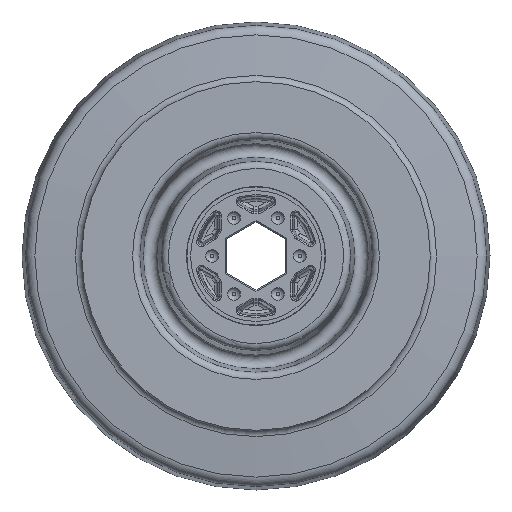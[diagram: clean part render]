
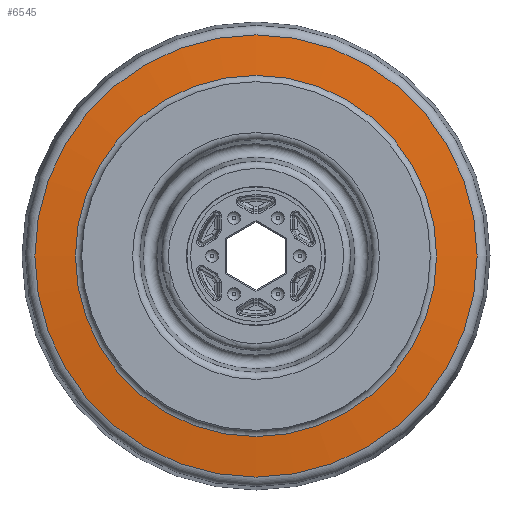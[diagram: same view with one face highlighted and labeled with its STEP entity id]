
A CAD part, left-side view. The second image highlights one B-rep face of the part: STEP entity #6545.
In plain terms, the highlighted conical face has half-angle 84 degrees and reference radius 47.998 mm.
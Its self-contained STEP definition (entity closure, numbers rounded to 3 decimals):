
#284=LINE('',#10023,#533);
#533=VECTOR('',#7819,47.998);
#782=CONICAL_SURFACE('',#7031,47.998,1.466);
#1339=FACE_OUTER_BOUND('',#1742,.T.);
#1742=EDGE_LOOP('',(#4422,#4423,#4424,#4425,#4426,#4427));
#2168=CIRCLE('',#6960,47.998);
#2173=CIRCLE('',#6965,47.998);
#2182=CIRCLE('',#6976,39.211);
#2183=CIRCLE('',#6977,39.211);
#2557=VERTEX_POINT('',#9323);
#2558=VERTEX_POINT('',#9324);
#2568=VERTEX_POINT('',#9349);
#2569=VERTEX_POINT('',#9351);
#3260=EDGE_CURVE('',#2557,#2558,#2168,.T.);
#3265=EDGE_CURVE('',#2558,#2557,#2173,.T.);
#3274=EDGE_CURVE('',#2569,#2568,#2182,.T.);
#3275=EDGE_CURVE('',#2568,#2569,#2183,.T.);
#3324=EDGE_CURVE('',#2557,#2569,#284,.T.);
#4422=ORIENTED_EDGE('',*,*,#3260,.F.);
#4423=ORIENTED_EDGE('',*,*,#3324,.T.);
#4424=ORIENTED_EDGE('',*,*,#3274,.T.);
#4425=ORIENTED_EDGE('',*,*,#3275,.T.);
#4426=ORIENTED_EDGE('',*,*,#3324,.F.);
#4427=ORIENTED_EDGE('',*,*,#3265,.F.);
#6545=ADVANCED_FACE('',(#1339),#782,.T.);
#6960=AXIS2_PLACEMENT_3D('',#9325,#7672,#7673);
#6965=AXIS2_PLACEMENT_3D('',#9333,#7682,#7683);
#6976=AXIS2_PLACEMENT_3D('',#9352,#7704,#7705);
#6977=AXIS2_PLACEMENT_3D('',#9353,#7706,#7707);
#7031=AXIS2_PLACEMENT_3D('',#10022,#7817,#7818);
#7672=DIRECTION('center_axis',(1.,0.,0.));
#7673=DIRECTION('ref_axis',(0.,0.,1.));
#7682=DIRECTION('center_axis',(1.,0.,0.));
#7683=DIRECTION('ref_axis',(0.,0.,1.));
#7704=DIRECTION('center_axis',(1.,0.,0.));
#7705=DIRECTION('ref_axis',(0.,0.,-1.));
#7706=DIRECTION('center_axis',(1.,0.,0.));
#7707=DIRECTION('ref_axis',(0.,0.,-1.));
#7817=DIRECTION('center_axis',(1.,0.,0.));
#7818=DIRECTION('ref_axis',(0.,0.,-1.));
#7819=DIRECTION('',(-0.105,0.,-0.995));
#9323=CARTESIAN_POINT('',(-16.611,0.,47.998));
#9324=CARTESIAN_POINT('',(-16.611,0.,-47.998));
#9325=CARTESIAN_POINT('Origin',(-16.611,0.,0.));
#9333=CARTESIAN_POINT('Origin',(-16.611,0.,0.));
#9349=CARTESIAN_POINT('',(-17.534,0.,-39.211));
#9351=CARTESIAN_POINT('',(-17.534,0.,39.211));
#9352=CARTESIAN_POINT('Origin',(-17.534,0.,0.));
#9353=CARTESIAN_POINT('Origin',(-17.534,0.,0.));
#10022=CARTESIAN_POINT('Origin',(-16.611,0.,0.));
#10023=CARTESIAN_POINT('',(-16.611,0.,47.998));
